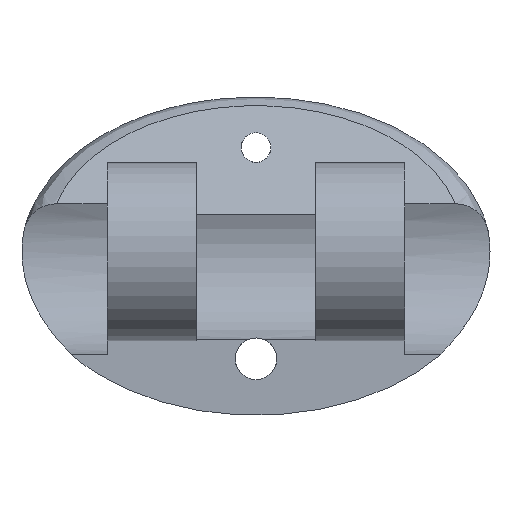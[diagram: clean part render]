
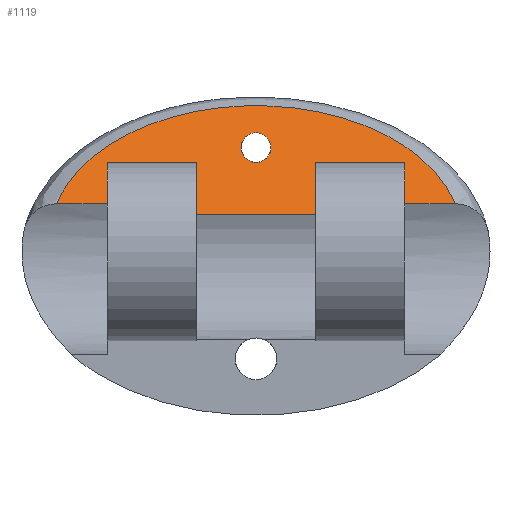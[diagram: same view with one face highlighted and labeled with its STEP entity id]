
A CAD part, front view. The second image highlights one B-rep face of the part: STEP entity #1119.
In plain terms, the highlighted planar face has unit normal (0, -0.707, 0.707).
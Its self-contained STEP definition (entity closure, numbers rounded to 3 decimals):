
#13 = CARTESIAN_POINT ( 'NONE',  ( 5., 1., 0. ) ) ;
#15 =( BOUNDED_CURVE ( )  B_SPLINE_CURVE ( 3, ( #147, #757, #886, #666 ),
 .UNSPECIFIED., .F., .F. ) 
 B_SPLINE_CURVE_WITH_KNOTS ( ( 4, 4 ),
 ( 0., 3.142 ),
 .UNSPECIFIED. ) 
 CURVE ( )  GEOMETRIC_REPRESENTATION_ITEM ( )  RATIONAL_B_SPLINE_CURVE ( ( 1., 0.333, 0.333, 1. ) ) 
 REPRESENTATION_ITEM ( '' )  );
#21 = CARTESIAN_POINT ( 'NONE',  ( 6.463, 3.1, 2.1 ) ) ;
#26 = CARTESIAN_POINT ( 'NONE',  ( -3.822, 5.181, 4.181 ) ) ;
#35 = ORIENTED_EDGE ( 'NONE', *, *, #1169, .F. ) ;
#42 = EDGE_CURVE ( 'NONE', #172, #567, #1141, .T. ) ;
#43 = VERTEX_POINT ( 'NONE', #175 ) ;
#48 = CARTESIAN_POINT ( 'NONE',  ( -1.8, 5.761, 4.761 ) ) ;
#72 = CARTESIAN_POINT ( 'NONE',  ( -2., 2.234, 1.234 ) ) ;
#88 = FACE_BOUND ( 'NONE', #651, .T. ) ;
#91 = EDGE_LOOP ( 'NONE', ( #35, #1112, #574, #784, #1085, #727, #935, #1167 ) ) ;
#134 = CARTESIAN_POINT ( 'NONE',  ( 2.857, 5.521, 4.521 ) ) ;
#147 = CARTESIAN_POINT ( 'NONE',  ( 0., 4., 3. ) ) ;
#150 = CARTESIAN_POINT ( 'NONE',  ( 6.596, 2.859, 1.859 ) ) ;
#157 = CARTESIAN_POINT ( 'NONE',  ( -5.939, 3.78, 2.78 ) ) ;
#169 = AXIS2_PLACEMENT_3D ( 'NONE', #1028, #1036, #486 ) ;
#172 = VERTEX_POINT ( 'NONE', #1078 ) ;
#175 = CARTESIAN_POINT ( 'NONE',  ( 0., 4., 3. ) ) ;
#179 = CARTESIAN_POINT ( 'NONE',  ( -1., 4., 3. ) ) ;
#186 = CARTESIAN_POINT ( 'NONE',  ( 0., 5., 4. ) ) ;
#214 = VERTEX_POINT ( 'NONE', #1264 ) ;
#226 = EDGE_CURVE ( 'NONE', #567, #410, #434, .T. ) ;
#236 = B_SPLINE_CURVE_WITH_KNOTS ( 'NONE', 3,
 ( #787, #150, #21, #551, #658, #878, #889, #1202, #1191, #1003, #1090, #240, #366, #134, #883, #461, #252, #557, #673, #1314, #900, #469, #48, #981, #873, #1324, #26, #448, #1302, #356, #681, #157, #1110, #796, #1084, #345 ),
 .UNSPECIFIED., .F., .F.,
 ( 4, 2, 2, 2, 2, 2, 2, 2, 2, 2, 2, 2, 2, 2, 2, 2, 2, 4 ),
 ( 0.002, 0.003, 0.004, 0.005, 0.006, 0.007, 0.008, 0.009, 0.01, 0.011, 0.012, 0.013, 0.014, 0.016, 0.017, 0.018, 0.019, 0.02 ),
 .UNSPECIFIED. ) ;
#240 = CARTESIAN_POINT ( 'NONE',  ( 3.839, 5.174, 4.174 ) ) ;
#252 = CARTESIAN_POINT ( 'NONE',  ( 1.456, 5.814, 4.814 ) ) ;
#261 = CARTESIAN_POINT ( 'NONE',  ( -5., 2.608, 1.608 ) ) ;
#323 = EDGE_CURVE ( 'NONE', #172, #214, #236, .T. ) ;
#345 = CARTESIAN_POINT ( 'NONE',  ( -6.695, 2.608, 1.608 ) ) ;
#356 = CARTESIAN_POINT ( 'NONE',  ( -5.251, 4.381, 3.381 ) ) ;
#358 = CARTESIAN_POINT ( 'NONE',  ( -5., 1., 0. ) ) ;
#365 = CARTESIAN_POINT ( 'NONE',  ( 5., 2.608, 1.608 ) ) ;
#366 = CARTESIAN_POINT ( 'NONE',  ( 3.516, 5.302, 4.302 ) ) ;
#410 = VERTEX_POINT ( 'NONE', #1379 ) ;
#434 = LINE ( 'NONE', #13, #630 ) ;
#435 = VERTEX_POINT ( 'NONE', #872 ) ;
#448 = CARTESIAN_POINT ( 'NONE',  ( -4.427, 4.895, 3.895 ) ) ;
#461 = CARTESIAN_POINT ( 'NONE',  ( 1.817, 5.758, 4.758 ) ) ;
#469 = CARTESIAN_POINT ( 'NONE',  ( -1.446, 5.815, 4.815 ) ) ;
#486 = DIRECTION ( 'NONE',  ( 0., 0.707, 0.707 ) ) ;
#487 = CARTESIAN_POINT ( 'NONE',  ( 15., 2.608, 1.608 ) ) ;
#501 = DIRECTION ( 'NONE',  ( -1., 0., 0. ) ) ;
#506 = FACE_OUTER_BOUND ( 'NONE', #91, .T. ) ;
#516 = VECTOR ( 'NONE', #501, 1000. ) ;
#551 = CARTESIAN_POINT ( 'NONE',  ( 6.137, 3.556, 2.556 ) ) ;
#557 = CARTESIAN_POINT ( 'NONE',  ( 0.735, 5.887, 4.887 ) ) ;
#560 = LINE ( 'NONE', #992, #672 ) ;
#564 = EDGE_CURVE ( 'NONE', #410, #1091, #897, .T. ) ;
#567 = VERTEX_POINT ( 'NONE', #365 ) ;
#574 = ORIENTED_EDGE ( 'NONE', *, *, #1318, .T. ) ;
#595 = CARTESIAN_POINT ( 'NONE',  ( 0., 4., 3. ) ) ;
#605 = CARTESIAN_POINT ( 'NONE',  ( -5., 2.234, 1.234 ) ) ;
#606 = CARTESIAN_POINT ( 'NONE',  ( 5., 2.234, 1.234 ) ) ;
#630 = VECTOR ( 'NONE', #958, 1000. ) ;
#651 = EDGE_LOOP ( 'NONE', ( #1005, #969 ) ) ;
#658 = CARTESIAN_POINT ( 'NONE',  ( 5.945, 3.773, 2.773 ) ) ;
#666 = CARTESIAN_POINT ( 'NONE',  ( 0., 5., 4. ) ) ;
#672 = VECTOR ( 'NONE', #1083, 1000. ) ;
#673 = CARTESIAN_POINT ( 'NONE',  ( 0.372, 5.905, 4.905 ) ) ;
#681 = CARTESIAN_POINT ( 'NONE',  ( -5.496, 4.191, 3.191 ) ) ;
#727 = ORIENTED_EDGE ( 'NONE', *, *, #226, .F. ) ;
#730 =( BOUNDED_CURVE ( )  B_SPLINE_CURVE ( 3, ( #1043, #926, #179, #595 ),
 .UNSPECIFIED., .F., .F. ) 
 B_SPLINE_CURVE_WITH_KNOTS ( ( 4, 4 ),
 ( 3.142, 6.283 ),
 .UNSPECIFIED. ) 
 CURVE ( )  GEOMETRIC_REPRESENTATION_ITEM ( )  RATIONAL_B_SPLINE_CURVE ( ( 1., 0.333, 0.333, 1. ) ) 
 REPRESENTATION_ITEM ( '' )  );
#735 = EDGE_CURVE ( 'NONE', #43, #866, #15, .T. ) ;
#757 = CARTESIAN_POINT ( 'NONE',  ( 1., 4., 3. ) ) ;
#759 = EDGE_CURVE ( 'NONE', #1161, #1091, #560, .T. ) ;
#784 = ORIENTED_EDGE ( 'NONE', *, *, #759, .T. ) ;
#787 = CARTESIAN_POINT ( 'NONE',  ( 6.695, 2.608, 1.608 ) ) ;
#796 = CARTESIAN_POINT ( 'NONE',  ( -6.463, 3.099, 2.099 ) ) ;
#809 = VECTOR ( 'NONE', #1346, 1000. ) ;
#816 = LINE ( 'NONE', #1340, #516 ) ;
#866 = VERTEX_POINT ( 'NONE', #186 ) ;
#872 = CARTESIAN_POINT ( 'NONE',  ( -5., 2.234, 1.234 ) ) ;
#873 = CARTESIAN_POINT ( 'NONE',  ( -2.844, 5.524, 4.524 ) ) ;
#878 = CARTESIAN_POINT ( 'NONE',  ( 5.613, 4.083, 3.083 ) ) ;
#883 = CARTESIAN_POINT ( 'NONE',  ( 2.517, 5.612, 4.612 ) ) ;
#886 = CARTESIAN_POINT ( 'NONE',  ( 1., 5., 4. ) ) ;
#889 = CARTESIAN_POINT ( 'NONE',  ( 5.495, 4.183, 3.183 ) ) ;
#897 = LINE ( 'NONE', #606, #809 ) ;
#900 = CARTESIAN_POINT ( 'NONE',  ( -0.725, 5.888, 4.888 ) ) ;
#901 = DIRECTION ( 'NONE',  ( 0., 0.707, 0.707 ) ) ;
#920 = CARTESIAN_POINT ( 'NONE',  ( 2., 2.234, 1.234 ) ) ;
#926 = CARTESIAN_POINT ( 'NONE',  ( -1., 5., 4. ) ) ;
#935 = ORIENTED_EDGE ( 'NONE', *, *, #42, .F. ) ;
#958 = DIRECTION ( 'NONE',  ( 0., -0.707, -0.707 ) ) ;
#969 = ORIENTED_EDGE ( 'NONE', *, *, #1077, .F. ) ;
#981 = CARTESIAN_POINT ( 'NONE',  ( -2.498, 5.616, 4.616 ) ) ;
#982 = VERTEX_POINT ( 'NONE', #261 ) ;
#992 = CARTESIAN_POINT ( 'NONE',  ( -2., 2.234, 1.234 ) ) ;
#1003 = CARTESIAN_POINT ( 'NONE',  ( 4.726, 4.728, 3.728 ) ) ;
#1005 = ORIENTED_EDGE ( 'NONE', *, *, #735, .F. ) ;
#1027 = EDGE_CURVE ( 'NONE', #435, #982, #1315, .T. ) ;
#1028 = CARTESIAN_POINT ( 'NONE',  ( -18., 1., 0. ) ) ;
#1033 = VECTOR ( 'NONE', #1236, 1000. ) ;
#1036 = DIRECTION ( 'NONE',  ( 0., 0.707, -0.707 ) ) ;
#1043 = CARTESIAN_POINT ( 'NONE',  ( 0., 5., 4. ) ) ;
#1077 = EDGE_CURVE ( 'NONE', #866, #43, #730, .T. ) ;
#1078 = CARTESIAN_POINT ( 'NONE',  ( 6.695, 2.608, 1.608 ) ) ;
#1081 = VECTOR ( 'NONE', #901, 1000. ) ;
#1083 = DIRECTION ( 'NONE',  ( 1., 0., 0. ) ) ;
#1084 = CARTESIAN_POINT ( 'NONE',  ( -6.596, 2.859, 1.859 ) ) ;
#1085 = ORIENTED_EDGE ( 'NONE', *, *, #564, .F. ) ;
#1090 = CARTESIAN_POINT ( 'NONE',  ( 4.442, 4.887, 3.887 ) ) ;
#1091 = VERTEX_POINT ( 'NONE', #920 ) ;
#1110 = CARTESIAN_POINT ( 'NONE',  ( -6.136, 3.558, 2.558 ) ) ;
#1112 = ORIENTED_EDGE ( 'NONE', *, *, #1027, .F. ) ;
#1119 = ADVANCED_FACE ( 'NONE', ( #88, #506 ), #1347, .F. ) ;
#1141 = LINE ( 'NONE', #487, #1033 ) ;
#1161 = VERTEX_POINT ( 'NONE', #72 ) ;
#1167 = ORIENTED_EDGE ( 'NONE', *, *, #323, .T. ) ;
#1169 = EDGE_CURVE ( 'NONE', #982, #214, #816, .T. ) ;
#1191 = CARTESIAN_POINT ( 'NONE',  ( 5.123, 4.466, 3.466 ) ) ;
#1202 = CARTESIAN_POINT ( 'NONE',  ( 5.25, 4.374, 3.374 ) ) ;
#1207 = VECTOR ( 'NONE', #1245, 1000. ) ;
#1236 = DIRECTION ( 'NONE',  ( -1., 0., 0. ) ) ;
#1239 = LINE ( 'NONE', #605, #1207 ) ;
#1245 = DIRECTION ( 'NONE',  ( 1., 0., 0. ) ) ;
#1264 = CARTESIAN_POINT ( 'NONE',  ( -6.695, 2.608, 1.608 ) ) ;
#1302 = CARTESIAN_POINT ( 'NONE',  ( -4.718, 4.733, 3.733 ) ) ;
#1314 = CARTESIAN_POINT ( 'NONE',  ( -0.357, 5.906, 4.906 ) ) ;
#1315 = LINE ( 'NONE', #358, #1081 ) ;
#1318 = EDGE_CURVE ( 'NONE', #435, #1161, #1239, .T. ) ;
#1324 = CARTESIAN_POINT ( 'NONE',  ( -3.505, 5.307, 4.307 ) ) ;
#1340 = CARTESIAN_POINT ( 'NONE',  ( -15., 2.608, 1.608 ) ) ;
#1346 = DIRECTION ( 'NONE',  ( -1., 0., 0. ) ) ;
#1347 = PLANE ( 'NONE',  #169 ) ;
#1379 = CARTESIAN_POINT ( 'NONE',  ( 5., 2.234, 1.234 ) ) ;
